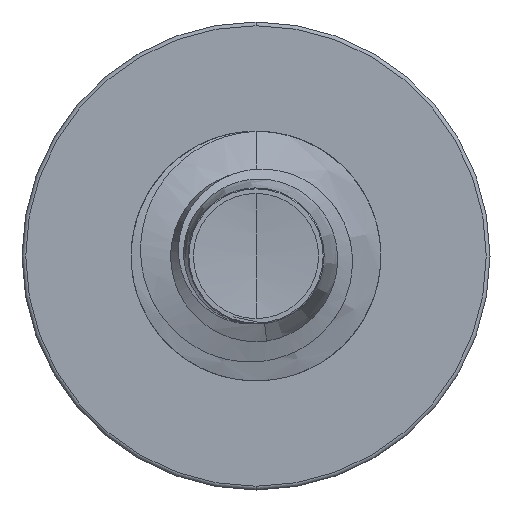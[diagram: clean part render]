
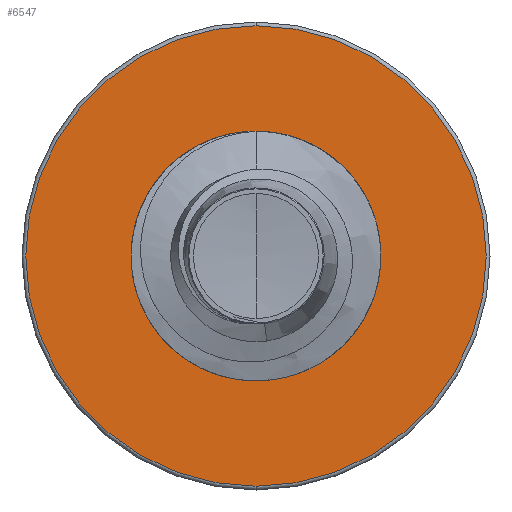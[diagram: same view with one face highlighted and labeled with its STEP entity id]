
A CAD part, front view. The second image highlights one B-rep face of the part: STEP entity #6547.
In plain terms, the highlighted planar face has unit normal (0, -1, 0).
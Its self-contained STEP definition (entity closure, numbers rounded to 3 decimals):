
#28 = EDGE_CURVE ( 'NONE', #11621, #3584, #6802, .T. ) ;
#294 = CARTESIAN_POINT ( 'NONE',  ( 0., 15., -3.69 ) ) ;
#680 = CARTESIAN_POINT ( 'NONE',  ( 0., 15., 0. ) ) ;
#1723 = FACE_OUTER_BOUND ( 'NONE', #10090, .T. ) ;
#1991 = FACE_BOUND ( 'NONE', #14389, .T. ) ;
#2271 = DIRECTION ( 'NONE',  ( 0., 0., 1. ) ) ;
#2989 = AXIS2_PLACEMENT_3D ( 'NONE', #4687, #5584, #5748 ) ;
#3001 = PLANE ( 'NONE',  #5990 ) ;
#3172 = DIRECTION ( 'NONE',  ( 0., 1., 0. ) ) ;
#3559 = AXIS2_PLACEMENT_3D ( 'NONE', #680, #11136, #2271 ) ;
#3584 = VERTEX_POINT ( 'NONE', #294 ) ;
#4687 = CARTESIAN_POINT ( 'NONE',  ( 0., 15., 0. ) ) ;
#4976 = CARTESIAN_POINT ( 'NONE',  ( 0., 15., 0. ) ) ;
#5397 = DIRECTION ( 'NONE',  ( 0., 0., 1. ) ) ;
#5584 = DIRECTION ( 'NONE',  ( 0., 1., 0. ) ) ;
#5748 = DIRECTION ( 'NONE',  ( 0., 0., 1. ) ) ;
#5990 = AXIS2_PLACEMENT_3D ( 'NONE', #14469, #13543, #5397 ) ;
#6487 = DIRECTION ( 'NONE',  ( 0., 0., 1. ) ) ;
#6547 = ADVANCED_FACE ( 'NONE', ( #1723, #1991 ), #3001, .F. ) ;
#6802 = CIRCLE ( 'NONE', #2989, 3.69 ) ;
#8224 = EDGE_CURVE ( 'NONE', #3584, #11621, #13836, .T. ) ;
#8366 = CARTESIAN_POINT ( 'NONE',  ( 0., 15., 1.989 ) ) ;
#9081 = VERTEX_POINT ( 'NONE', #12723 ) ;
#10090 = EDGE_LOOP ( 'NONE', ( #11027, #11556 ) ) ;
#11027 = ORIENTED_EDGE ( 'NONE', *, *, #28, .F. ) ;
#11136 = DIRECTION ( 'NONE',  ( 0., 1., 0. ) ) ;
#11517 = CIRCLE ( 'NONE', #14539, 1.989 ) ;
#11556 = ORIENTED_EDGE ( 'NONE', *, *, #8224, .F. ) ;
#11621 = VERTEX_POINT ( 'NONE', #16265 ) ;
#11836 = CARTESIAN_POINT ( 'NONE',  ( 0., 15., 0. ) ) ;
#11837 = VERTEX_POINT ( 'NONE', #8366 ) ;
#12120 = AXIS2_PLACEMENT_3D ( 'NONE', #11836, #3172, #13081 ) ;
#12312 = ORIENTED_EDGE ( 'NONE', *, *, #13272, .T. ) ;
#12675 = ORIENTED_EDGE ( 'NONE', *, *, #14124, .T. ) ;
#12723 = CARTESIAN_POINT ( 'NONE',  ( 0., 15., -1.989 ) ) ;
#13081 = DIRECTION ( 'NONE',  ( 0., 0., 1. ) ) ;
#13272 = EDGE_CURVE ( 'NONE', #9081, #11837, #11517, .T. ) ;
#13543 = DIRECTION ( 'NONE',  ( 0., 1., 0. ) ) ;
#13836 = CIRCLE ( 'NONE', #3559, 3.69 ) ;
#14124 = EDGE_CURVE ( 'NONE', #11837, #9081, #16614, .T. ) ;
#14256 = DIRECTION ( 'NONE',  ( 0., 1., 0. ) ) ;
#14389 = EDGE_LOOP ( 'NONE', ( #12675, #12312 ) ) ;
#14469 = CARTESIAN_POINT ( 'NONE',  ( 0., 15., -1.989 ) ) ;
#14539 = AXIS2_PLACEMENT_3D ( 'NONE', #4976, #14256, #6487 ) ;
#16265 = CARTESIAN_POINT ( 'NONE',  ( 0., 15., 3.69 ) ) ;
#16614 = CIRCLE ( 'NONE', #12120, 1.989 ) ;
